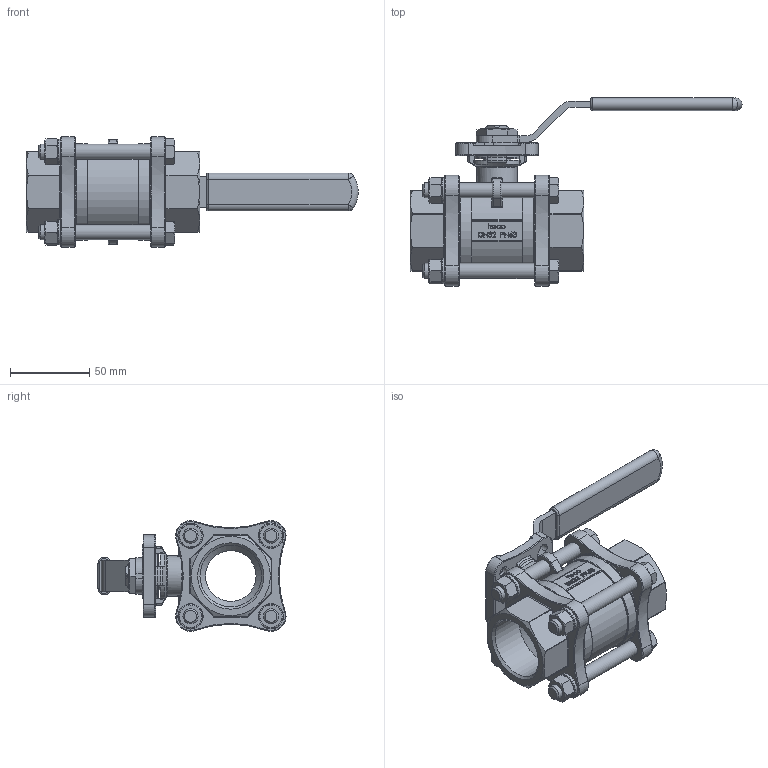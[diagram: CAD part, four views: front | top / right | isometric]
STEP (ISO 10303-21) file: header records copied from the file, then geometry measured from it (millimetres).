
FILE_DESCRIPTION (( 'STEP AP214' ), '1' );
FILE_NAME ('K3DA-114-0IG-4 Kugelhahn 3-teilig heco step214.STEP', '2013-02-20T15:34:51', ( 'test' ), ( '' ), 'SwSTEP 2.0', 'SolidWorks 2011', '' );
FILE_SCHEMA (( 'AUTOMOTIVE_DESIGN' ));
Length unit declared in the file: millimetre
Products named in the file (1): K3DA-114-0IG-4 Kugelhahn 3-teilig heco step214
Bounding box: 209.94 x 118.96 x 69.91 mm (x, y, z)
Volume: 276910.7 mm3; surface area: 76903.9 mm2
Topology: 1 solids, 1 shells, 1130 faces, 2872 edges, 1808 vertices
Faces by surface type: plane 455, bspline 246, cylinder 205, torus 130, cone 92, sphere 2
Full cylindrical faces by diameter (mm): 7 x1, 9.52 x8, 10 x10, 16 x4, 18 x1, 22 x1, 25.5 x1, 28 x2, 31 x1, 32 x1, 38.95 x2, 61 x4
Entity records: 60943 total; most frequent: CARTESIAN_POINT 23236, ORIENTED_EDGE 5566, DIRECTION 4573, EDGE_CURVE 2783, VERTEX_POINT 1784, AXIS2_PLACEMENT_3D 1631, VECTOR 1311, LINE 1311
